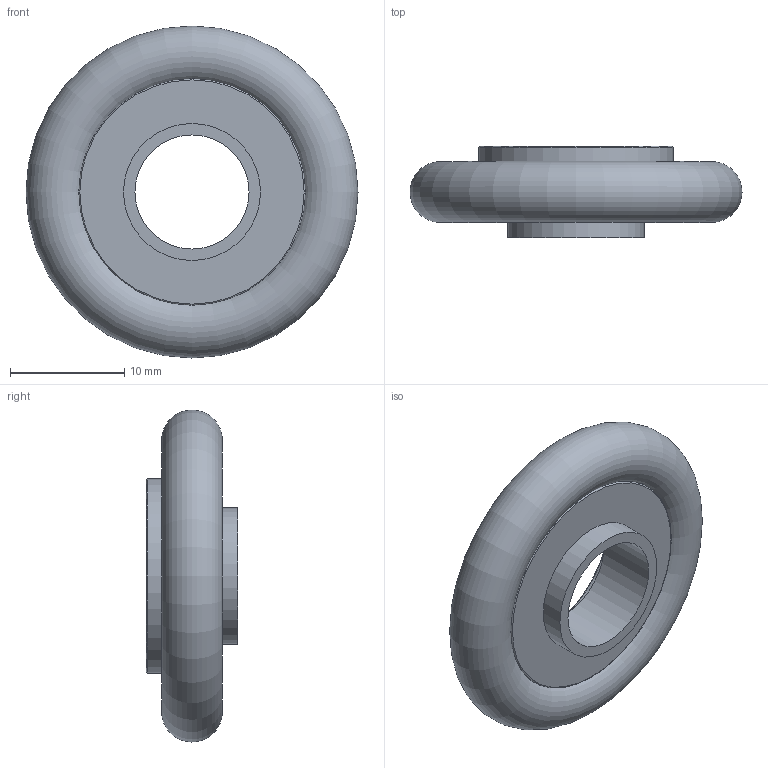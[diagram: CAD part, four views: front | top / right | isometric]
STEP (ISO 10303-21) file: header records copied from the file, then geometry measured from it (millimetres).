
FILE_DESCRIPTION(/* description */ (''),/* implementation_level */ '2;1');
FILE_NAME(/* name */ 'FL-CRSV10-16KF.stp',/* time_stamp */ '2018-04-04T16:02:59+01:00',/* author */ ('paul'),/* organization */ (''),/* preprocessor_version */ 'ST-DEVELOPER v17',/* originating_system */ 'Autodesk Inventor 2018',/* authorisation */ '');
FILE_SCHEMA (('AUTOMOTIVE_DESIGN { 1 0 10303 214 3 1 1 }'));
Length unit declared in the file: millimetre
Products named in the file (3): FL-CRSV10-16KF; o ring carrier 10-16; Oring BS312
Assembly tree (2 placements, depth 2):
  FL-CRSV10-16KF
    o ring carrier 10-16
    Oring BS312
Bounding box: 29.08 x 8 x 29.08 mm (x, y, z)
Volume: 2525.6 mm3; surface area: 2439.4 mm2
Topology: 2 solids, 2 shells, 15 faces, 41 edges, 31 vertices
Faces by surface type: torus 6, plane 5, cylinder 4
Full cylindrical faces by diameter (mm): 10 x1, 12 x1, 16 x1, 17 x1
Entity records: 638 total; most frequent: DIRECTION 118, CARTESIAN_POINT 92, ORIENTED_EDGE 82, AXIS2_PLACEMENT_3D 57, EDGE_CURVE 41, CIRCLE 37, VERTEX_POINT 31, EDGE_LOOP 20
